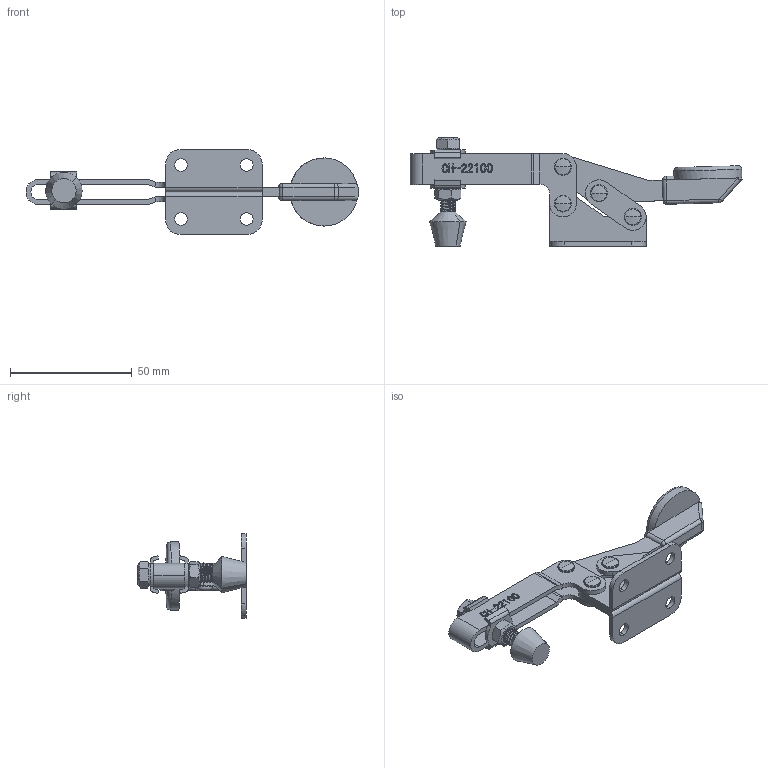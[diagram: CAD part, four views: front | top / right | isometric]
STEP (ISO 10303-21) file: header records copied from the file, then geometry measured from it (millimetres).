
FILE_DESCRIPTION (( 'STEP AP203' ), '1' );
FILE_NAME ('CH-22100.STEP', '2010-06-03T08:57:47', ( '·L?¥Î?' ), ( '·L?¤¤?' ), 'SwSTEP 2.0', 'SolidWorks 2005179', '' );
FILE_SCHEMA (( 'CONFIG_CONTROL_DESIGN' ));
Length unit declared in the file: millimetre
Products named in the file (9): 22100-04_??; 22100-03_??; 22100-05_??; FW140_??; CH-22100; 22100-02_??; 22100-01_??; 14134_??; 14134-02_??
Assembly tree (14 placements, depth 2):
  CH-22100
    22100-01_??
    22100-05_??  x4
    FW140_??  x2
    14134-02_??  x2
    22100-04_??  x2
    22100-02_??
    22100-03_??
    14134_??
Bounding box: 136.57 x 44.53 x 34.9 mm (x, y, z)
Volume: 21179.3 mm3; surface area: 20534.5 mm2
Topology: 15 solids, 17 shells, 744 faces, 1960 edges, 1274 vertices
Faces by surface type: plane 264, cylinder 209, bspline 190, torus 36, cone 33, sphere 12
Entity records: 37906 total; most frequent: CARTESIAN_POINT 22732, ORIENTED_EDGE 3322, DIRECTION 2272, EDGE_CURVE 1661, VERTEX_POINT 1090, VECTOR 876, LINE 876, AXIS2_PLACEMENT_3D 698
